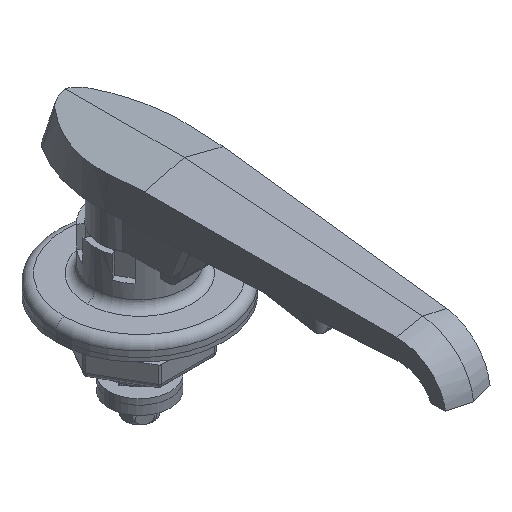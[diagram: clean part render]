
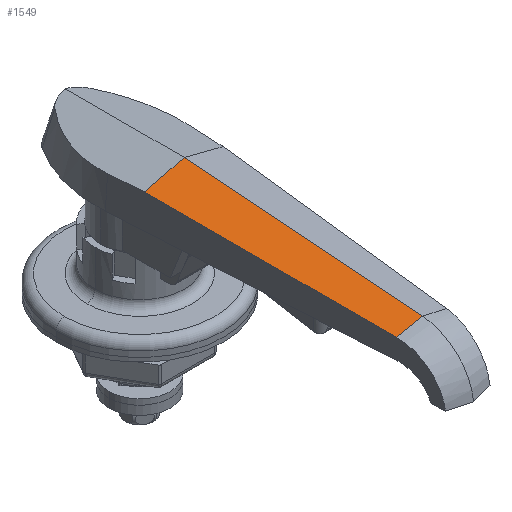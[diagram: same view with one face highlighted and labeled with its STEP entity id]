
A CAD part, isometric view. The second image highlights one B-rep face of the part: STEP entity #1549.
In plain terms, the highlighted planar face has unit normal (-0.257, -0.073, 0.964).
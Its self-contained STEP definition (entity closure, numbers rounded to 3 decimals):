
#1412 = VERTEX_POINT ( 'NONE', #7686 ) ;
#1414 = EDGE_CURVE ( 'NONE', #1412, #1429, #7682, .T. ) ;
#1429 = VERTEX_POINT ( 'NONE', #7890 ) ;
#1476 = ORIENTED_EDGE ( 'NONE', *, *, #1486, .F. ) ;
#1477 = ORIENTED_EDGE ( 'NONE', *, *, #1478, .F. ) ;
#1478 = EDGE_CURVE ( 'NONE', #1429, #1505, #8082, .T. ) ;
#1479 = ORIENTED_EDGE ( 'NONE', *, *, #1414, .F. ) ;
#1486 = EDGE_CURVE ( 'NONE', #1505, #1487, #8142, .T. ) ;
#1487 = VERTEX_POINT ( 'NONE', #8137 ) ;
#1505 = VERTEX_POINT ( 'NONE', #8265 ) ;
#1549 = ADVANCED_FACE ( 'NONE', ( #8385 ), #8380, .F. ) ;
#1550 = EDGE_LOOP ( 'NONE', ( #1551, #1476, #1477, #1479 ) ) ;
#1551 = ORIENTED_EDGE ( 'NONE', *, *, #1552, .F. ) ;
#1552 = EDGE_CURVE ( 'NONE', #1487, #1412, #8371, .T. ) ;
#7682 = LINE ( 'NONE', #7776, #7774 ) ;
#7686 = CARTESIAN_POINT ( 'NONE',  ( -8.999, -101.188, 19.136 ) ) ;
#7773 = DIRECTION ( 'NONE',  ( -0.06, 0.996, 0.06 ) ) ;
#7774 = VECTOR ( 'NONE', #7773, 1000. ) ;
#7776 = CARTESIAN_POINT ( 'NONE',  ( -8.037, -117.24, 18.175 ) ) ;
#7890 = CARTESIAN_POINT ( 'NONE',  ( -14.112, -15.858, 24.247 ) ) ;
#8079 = DIRECTION ( 'NONE',  ( 0.966, -0.01, 0.257 ) ) ;
#8080 = VECTOR ( 'NONE', #8079, 1000. ) ;
#8081 = CARTESIAN_POINT ( 'NONE',  ( -0.808, -15.992, 27.785 ) ) ;
#8082 = LINE ( 'NONE', #8081, #8080 ) ;
#8137 = CARTESIAN_POINT ( 'NONE',  ( 0., -101.663, 21.5 ) ) ;
#8138 = DIRECTION ( 'NONE',  ( 0., -0.997, -0.076 ) ) ;
#8139 = VECTOR ( 'NONE', #8138, 1000. ) ;
#8141 = CARTESIAN_POINT ( 'NONE',  ( 0., -16., 28. ) ) ;
#8142 = LINE ( 'NONE', #8141, #8139 ) ;
#8265 = CARTESIAN_POINT ( 'NONE',  ( 0., -16., 28. ) ) ;
#8367 = DIRECTION ( 'NONE',  ( -0.966, 0.051, -0.254 ) ) ;
#8368 = VECTOR ( 'NONE', #8367, 1000. ) ;
#8369 = CARTESIAN_POINT ( 'NONE',  ( 0., -101.663, 21.5 ) ) ;
#8371 = LINE ( 'NONE', #8369, #8368 ) ;
#8376 = DIRECTION ( 'NONE',  ( -0.966, 0., -0.258 ) ) ;
#8377 = DIRECTION ( 'NONE',  ( 0.257, 0.073, -0.964 ) ) ;
#8378 = CARTESIAN_POINT ( 'NONE',  ( 0., -101.663, 21.5 ) ) ;
#8379 = AXIS2_PLACEMENT_3D ( 'NONE', #8378, #8377, #8376 ) ;
#8380 = PLANE ( 'NONE',  #8379 ) ;
#8385 = FACE_OUTER_BOUND ( 'NONE', #1550, .T. ) ;
